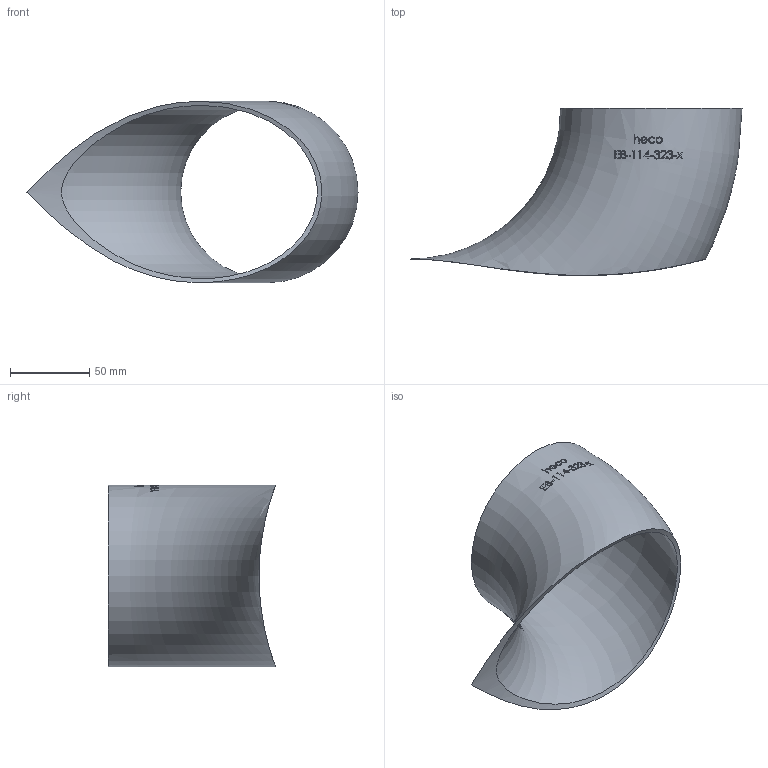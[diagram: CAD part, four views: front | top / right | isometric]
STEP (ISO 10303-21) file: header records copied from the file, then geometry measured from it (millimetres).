
FILE_DESCRIPTION (( 'STEP AP214' ), '1' );
FILE_NAME ('EB-114-323-x Einschweißbogen 1901.STEP', '2019-01-16T08:02:15', ( '' ), ( '' ), 'SwSTEP 2.0', 'SolidWorks 2016', '' );
FILE_SCHEMA (( 'AUTOMOTIVE_DESIGN' ));
Length unit declared in the file: millimetre
Products named in the file (1): EB-114-323-x Einschweißbogen 1901
Bounding box: 209.15 x 105.27 x 114.31 mm (x, y, z)
Volume: 105527.4 mm3; surface area: 83619.4 mm2
Topology: 1 solids, 1 shells, 198 faces, 533 edges, 356 vertices
Faces by surface type: plane 96, bspline 78, torus 23, cylinder 1
Entity records: 10750 total; most frequent: CARTESIAN_POINT 4634, ORIENTED_EDGE 1046, EDGE_CURVE 523, DIRECTION 419, VERTEX_POINT 350, B_SPLINE_CURVE_WITH_KNOTS 348, EDGE_LOOP 223, FACE_OUTER_BOUND 200
